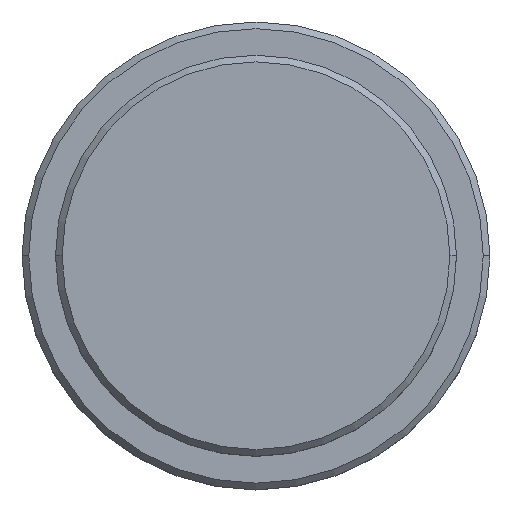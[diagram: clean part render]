
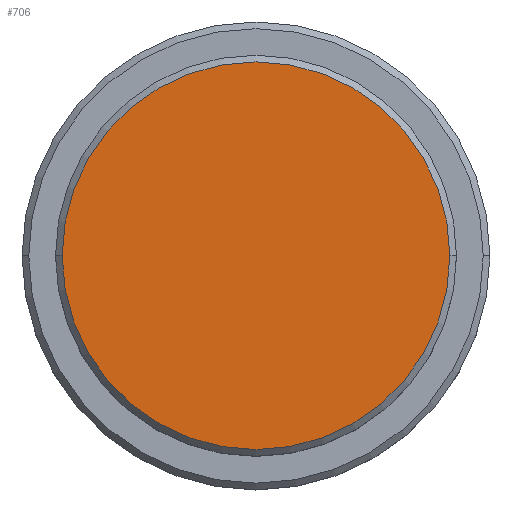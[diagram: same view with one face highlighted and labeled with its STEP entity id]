
A CAD part, top view. The second image highlights one B-rep face of the part: STEP entity #706.
In plain terms, the highlighted planar face has unit normal (0, 0, 1).
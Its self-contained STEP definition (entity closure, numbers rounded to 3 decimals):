
#66 = CIRCLE ( 'NONE', #530, 14.5 ) ;
#134 = DIRECTION ( 'NONE',  ( 1., 0., 0. ) ) ;
#150 = ORIENTED_EDGE ( 'NONE', *, *, #499, .T. ) ;
#260 = DIRECTION ( 'NONE',  ( 0., 0., 1. ) ) ;
#276 = AXIS2_PLACEMENT_3D ( 'NONE', #1019, #260, #134 ) ;
#480 = AXIS2_PLACEMENT_3D ( 'NONE', #1366, #708, #1221 ) ;
#487 = ORIENTED_EDGE ( 'NONE', *, *, #755, .T. ) ;
#499 = EDGE_CURVE ( 'NONE', #1029, #527, #66, .T. ) ;
#507 = CIRCLE ( 'NONE', #276, 14.5 ) ;
#527 = VERTEX_POINT ( 'NONE', #956 ) ;
#530 = AXIS2_PLACEMENT_3D ( 'NONE', #1113, #710, #947 ) ;
#612 = CARTESIAN_POINT ( 'NONE',  ( -14.5, 0., 0. ) ) ;
#706 = ADVANCED_FACE ( 'NONE', ( #726 ), #1371, .T. ) ;
#708 = DIRECTION ( 'NONE',  ( 0., 0., 1. ) ) ;
#710 = DIRECTION ( 'NONE',  ( 0., 0., 1. ) ) ;
#726 = FACE_OUTER_BOUND ( 'NONE', #1025, .T. ) ;
#755 = EDGE_CURVE ( 'NONE', #527, #1029, #507, .T. ) ;
#947 = DIRECTION ( 'NONE',  ( 1., 0., 0. ) ) ;
#956 = CARTESIAN_POINT ( 'NONE',  ( 14.5, 0., 0. ) ) ;
#1019 = CARTESIAN_POINT ( 'NONE',  ( 0., 0., 0. ) ) ;
#1025 = EDGE_LOOP ( 'NONE', ( #150, #487 ) ) ;
#1029 = VERTEX_POINT ( 'NONE', #612 ) ;
#1113 = CARTESIAN_POINT ( 'NONE',  ( 0., 0., 0. ) ) ;
#1221 = DIRECTION ( 'NONE',  ( 1., 0., 0. ) ) ;
#1366 = CARTESIAN_POINT ( 'NONE',  ( 0., 0., 0. ) ) ;
#1371 = PLANE ( 'NONE',  #480 ) ;
